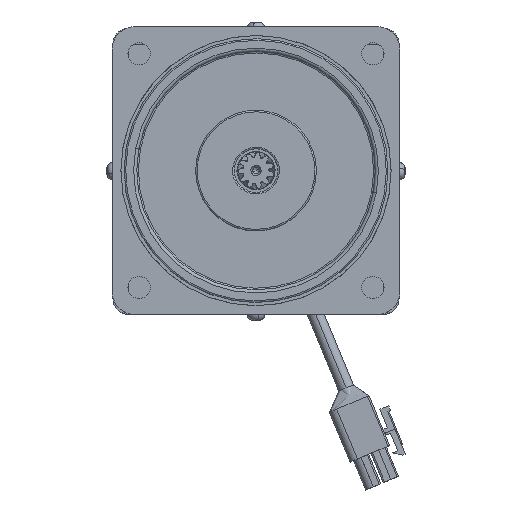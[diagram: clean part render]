
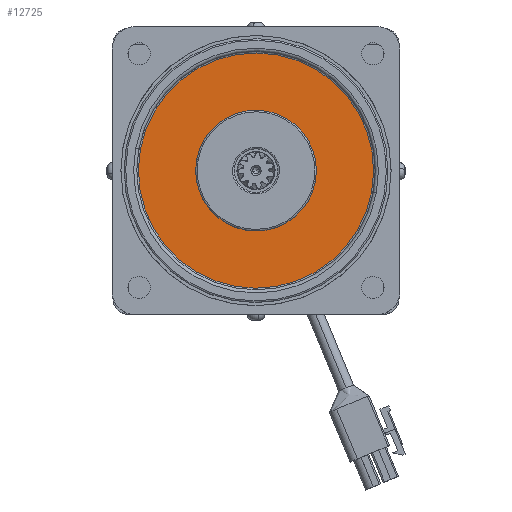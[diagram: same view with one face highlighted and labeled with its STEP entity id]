
A CAD part, top view. The second image highlights one B-rep face of the part: STEP entity #12725.
In plain terms, the highlighted face is planar.
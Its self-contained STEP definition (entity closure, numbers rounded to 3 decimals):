
#12271 = VERTEX_POINT ( 'NONE', #23159 ) ;
#12273 = EDGE_CURVE ( 'NONE', #12352, #12271, #23254, .T. ) ;
#12352 = VERTEX_POINT ( 'NONE', #23346 ) ;
#12388 = VERTEX_POINT ( 'NONE', #23591 ) ;
#12389 = VERTEX_POINT ( 'NONE', #23643 ) ;
#12391 = EDGE_CURVE ( 'NONE', #12389, #12388, #23615, .T. ) ;
#12445 = ORIENTED_EDGE ( 'NONE', *, *, #12660, .T. ) ;
#12446 = EDGE_LOOP ( 'NONE', ( #12447, #12450 ) ) ;
#12447 = ORIENTED_EDGE ( 'NONE', *, *, #12273, .T. ) ;
#12450 = ORIENTED_EDGE ( 'NONE', *, *, #12724, .T. ) ;
#12660 = EDGE_CURVE ( 'NONE', #12388, #12389, #23941, .T. ) ;
#12720 = ORIENTED_EDGE ( 'NONE', *, *, #12391, .T. ) ;
#12723 = EDGE_LOOP ( 'NONE', ( #12720, #12445 ) ) ;
#12724 = EDGE_CURVE ( 'NONE', #12271, #12352, #23935, .T. ) ;
#12725 = ADVANCED_FACE ( 'NONE', ( #23923, #24116 ), #23996, .F. ) ;
#23142 = DIRECTION ( 'NONE',  ( 1., 0., 0. ) ) ;
#23159 = CARTESIAN_POINT ( 'NONE',  ( -19., 0., -20.5 ) ) ;
#23254 = CIRCLE ( 'NONE', #23389, 19. ) ;
#23346 = CARTESIAN_POINT ( 'NONE',  ( 19., 0., -20.5 ) ) ;
#23386 = DIRECTION ( 'NONE',  ( 1., 0., 0. ) ) ;
#23387 = DIRECTION ( 'NONE',  ( 0., 0., 1. ) ) ;
#23388 = CARTESIAN_POINT ( 'NONE',  ( 0., 0., -20.5 ) ) ;
#23389 = AXIS2_PLACEMENT_3D ( 'NONE', #23388, #23387, #23386 ) ;
#23453 = CARTESIAN_POINT ( 'NONE',  ( 0., 0., -20.5 ) ) ;
#23460 = AXIS2_PLACEMENT_3D ( 'NONE', #23453, #23611, #23610 ) ;
#23591 = CARTESIAN_POINT ( 'NONE',  ( -37., 0., -20.5 ) ) ;
#23610 = DIRECTION ( 'NONE',  ( 1., 0., 0. ) ) ;
#23611 = DIRECTION ( 'NONE',  ( 0., 0., -1. ) ) ;
#23615 = CIRCLE ( 'NONE', #23460, 37. ) ;
#23643 = CARTESIAN_POINT ( 'NONE',  ( 37., 0., -20.5 ) ) ;
#23919 = DIRECTION ( 'NONE',  ( 0., 0., 1. ) ) ;
#23920 = CARTESIAN_POINT ( 'NONE',  ( 0., 37.5, -20.5 ) ) ;
#23923 = FACE_OUTER_BOUND ( 'NONE', #12723, .T. ) ;
#23924 = DIRECTION ( 'NONE',  ( 1., 0., 0. ) ) ;
#23925 = DIRECTION ( 'NONE',  ( 0., 0., 1. ) ) ;
#23926 = CARTESIAN_POINT ( 'NONE',  ( 0., 0., -20.5 ) ) ;
#23935 = CIRCLE ( 'NONE', #24122, 19. ) ;
#23941 = CIRCLE ( 'NONE', #24097, 37. ) ;
#23996 = PLANE ( 'NONE',  #24115 ) ;
#24096 = DIRECTION ( 'NONE',  ( 1., 0., 0. ) ) ;
#24097 = AXIS2_PLACEMENT_3D ( 'NONE', #24101, #24103, #24096 ) ;
#24101 = CARTESIAN_POINT ( 'NONE',  ( 0., 0., -20.5 ) ) ;
#24103 = DIRECTION ( 'NONE',  ( 0., 0., -1. ) ) ;
#24115 = AXIS2_PLACEMENT_3D ( 'NONE', #23920, #23919, #23142 ) ;
#24116 = FACE_BOUND ( 'NONE', #12446, .T. ) ;
#24122 = AXIS2_PLACEMENT_3D ( 'NONE', #23926, #23925, #23924 ) ;
